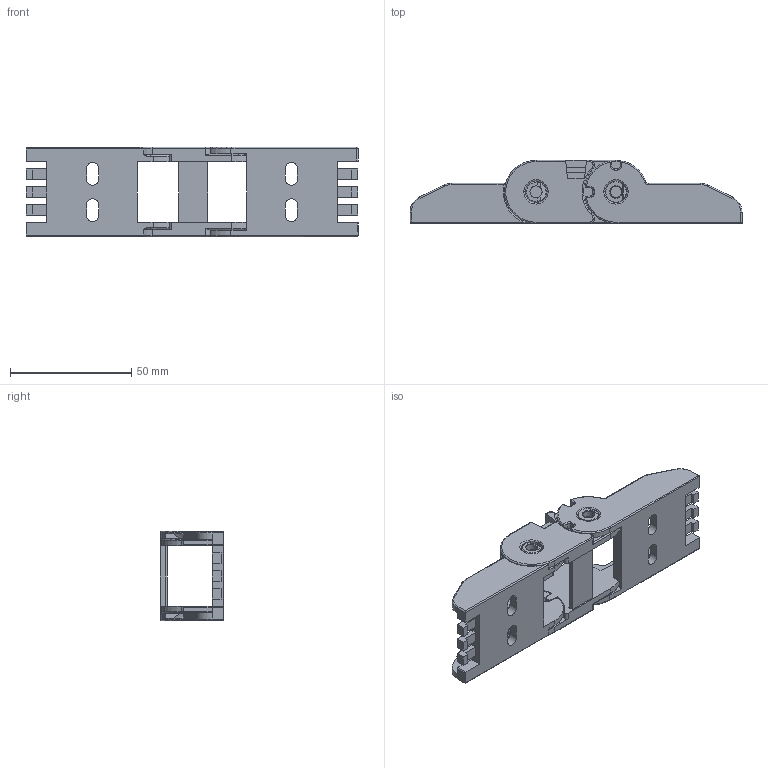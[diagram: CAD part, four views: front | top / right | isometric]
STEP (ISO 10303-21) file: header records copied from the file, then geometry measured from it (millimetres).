
FILE_DESCRIPTION (( 'STEP AP214' ), '1' );
FILE_NAME ('CK20-F025-AYAK.STEP', '2019-09-10T09:38:18', ( '' ), ( '' ), 'SwSTEP 2.0', 'SolidWorks 2017', '' );
FILE_SCHEMA (( 'AUTOMOTIVE_DESIGN' ));
Length unit declared in the file: millimetre
Products named in the file (1): CK20-F025-AYAK
Bounding box: 137 x 26 x 37 mm (x, y, z)
Volume: 34121.9 mm3; surface area: 24989.2 mm2
Topology: 3 solids, 3 shells, 613 faces, 1605 edges, 992 vertices
Faces by surface type: cylinder 236, plane 222, torus 90, sphere 31, bspline 20, cone 14
Entity records: 19394 total; most frequent: CARTESIAN_POINT 4143, DIRECTION 3341, ORIENTED_EDGE 3170, EDGE_CURVE 1585, AXIS2_PLACEMENT_3D 1256, VERTEX_POINT 984, LINE 829, VECTOR 829
